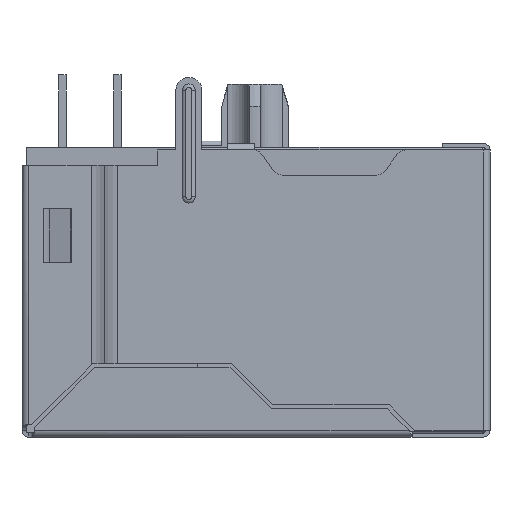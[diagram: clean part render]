
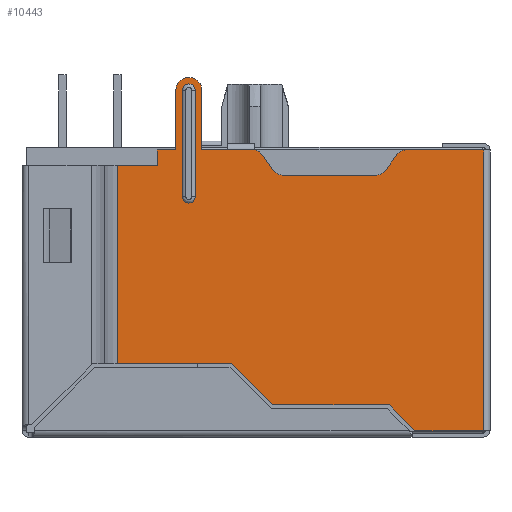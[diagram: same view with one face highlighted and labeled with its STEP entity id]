
A CAD part, left-side view. The second image highlights one B-rep face of the part: STEP entity #10443.
In plain terms, the highlighted planar face has unit normal (-1, 0, 0).
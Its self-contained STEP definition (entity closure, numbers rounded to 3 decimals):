
#429=CIRCLE('',#12921,0.3);
#430=CIRCLE('',#12922,0.3);
#431=CIRCLE('',#12923,0.5);
#432=CIRCLE('',#12924,0.5);
#433=CIRCLE('',#12925,0.5);
#434=CIRCLE('',#12926,0.5);
#435=CIRCLE('',#12927,0.6);
#719=ORIENTED_EDGE('',*,*,#3907,.F.);
#720=ORIENTED_EDGE('',*,*,#3908,.F.);
#721=ORIENTED_EDGE('',*,*,#3909,.F.);
#722=ORIENTED_EDGE('',*,*,#3910,.F.);
#723=ORIENTED_EDGE('',*,*,#3911,.T.);
#724=ORIENTED_EDGE('',*,*,#3912,.T.);
#725=ORIENTED_EDGE('',*,*,#3913,.T.);
#726=ORIENTED_EDGE('',*,*,#3914,.T.);
#727=ORIENTED_EDGE('',*,*,#3915,.T.);
#728=ORIENTED_EDGE('',*,*,#3916,.T.);
#729=ORIENTED_EDGE('',*,*,#3917,.T.);
#730=ORIENTED_EDGE('',*,*,#3918,.T.);
#731=ORIENTED_EDGE('',*,*,#3919,.T.);
#732=ORIENTED_EDGE('',*,*,#3920,.T.);
#733=ORIENTED_EDGE('',*,*,#3921,.F.);
#734=ORIENTED_EDGE('',*,*,#3922,.F.);
#735=ORIENTED_EDGE('',*,*,#3923,.F.);
#736=ORIENTED_EDGE('',*,*,#3924,.T.);
#737=ORIENTED_EDGE('',*,*,#3925,.T.);
#738=ORIENTED_EDGE('',*,*,#3926,.T.);
#739=ORIENTED_EDGE('',*,*,#3927,.T.);
#740=ORIENTED_EDGE('',*,*,#3928,.T.);
#741=ORIENTED_EDGE('',*,*,#3929,.T.);
#742=ORIENTED_EDGE('',*,*,#3930,.T.);
#743=ORIENTED_EDGE('',*,*,#3931,.T.);
#744=ORIENTED_EDGE('',*,*,#3932,.T.);
#745=ORIENTED_EDGE('',*,*,#3933,.T.);
#3907=EDGE_CURVE('',#5501,#5502,#6520,.T.);
#3908=EDGE_CURVE('',#5503,#5501,#429,.T.);
#3909=EDGE_CURVE('',#5504,#5503,#6521,.T.);
#3910=EDGE_CURVE('',#5502,#5504,#430,.T.);
#3911=EDGE_CURVE('',#5505,#5506,#6522,.T.);
#3912=EDGE_CURVE('',#5506,#5507,#431,.T.);
#3913=EDGE_CURVE('',#5507,#5508,#6523,.T.);
#3914=EDGE_CURVE('',#5508,#5509,#432,.F.);
#3915=EDGE_CURVE('',#5509,#5510,#6524,.T.);
#3916=EDGE_CURVE('',#5510,#5511,#433,.F.);
#3917=EDGE_CURVE('',#5511,#5512,#6525,.T.);
#3918=EDGE_CURVE('',#5512,#5513,#434,.T.);
#3919=EDGE_CURVE('',#5513,#5514,#6526,.T.);
#3920=EDGE_CURVE('',#5514,#5515,#6527,.T.);
#3921=EDGE_CURVE('',#5516,#5515,#6528,.T.);
#3922=EDGE_CURVE('',#5517,#5516,#435,.T.);
#3923=EDGE_CURVE('',#5518,#5517,#6529,.T.);
#3924=EDGE_CURVE('',#5518,#5519,#6530,.T.);
#3925=EDGE_CURVE('',#5519,#5520,#6531,.T.);
#3926=EDGE_CURVE('',#5520,#5521,#6532,.T.);
#3927=EDGE_CURVE('',#5521,#5522,#6533,.T.);
#3928=EDGE_CURVE('',#5522,#5523,#6534,.T.);
#3929=EDGE_CURVE('',#5523,#5524,#6535,.T.);
#3930=EDGE_CURVE('',#5524,#5525,#6536,.T.);
#3931=EDGE_CURVE('',#5525,#5526,#6537,.T.);
#3932=EDGE_CURVE('',#5526,#5527,#6538,.T.);
#3933=EDGE_CURVE('',#5527,#5505,#6539,.T.);
#5501=VERTEX_POINT('',#16666);
#5502=VERTEX_POINT('',#16667);
#5503=VERTEX_POINT('',#16669);
#5504=VERTEX_POINT('',#16671);
#5505=VERTEX_POINT('',#16674);
#5506=VERTEX_POINT('',#16675);
#5507=VERTEX_POINT('',#16677);
#5508=VERTEX_POINT('',#16679);
#5509=VERTEX_POINT('',#16681);
#5510=VERTEX_POINT('',#16683);
#5511=VERTEX_POINT('',#16685);
#5512=VERTEX_POINT('',#16687);
#5513=VERTEX_POINT('',#16689);
#5514=VERTEX_POINT('',#16691);
#5515=VERTEX_POINT('',#16693);
#5516=VERTEX_POINT('',#16695);
#5517=VERTEX_POINT('',#16697);
#5518=VERTEX_POINT('',#16699);
#5519=VERTEX_POINT('',#16701);
#5520=VERTEX_POINT('',#16703);
#5521=VERTEX_POINT('',#16705);
#5522=VERTEX_POINT('',#16707);
#5523=VERTEX_POINT('',#16709);
#5524=VERTEX_POINT('',#16711);
#5525=VERTEX_POINT('',#16713);
#5526=VERTEX_POINT('',#16715);
#5527=VERTEX_POINT('',#16717);
#6520=LINE('',#16665,#7646);
#6521=LINE('',#16670,#7647);
#6522=LINE('',#16673,#7648);
#6523=LINE('',#16678,#7649);
#6524=LINE('',#16682,#7650);
#6525=LINE('',#16686,#7651);
#6526=LINE('',#16690,#7652);
#6527=LINE('',#16692,#7653);
#6528=LINE('',#16694,#7654);
#6529=LINE('',#16698,#7655);
#6530=LINE('',#16700,#7656);
#6531=LINE('',#16702,#7657);
#6532=LINE('',#16704,#7658);
#6533=LINE('',#16706,#7659);
#6534=LINE('',#16708,#7660);
#6535=LINE('',#16710,#7661);
#6536=LINE('',#16712,#7662);
#6537=LINE('',#16714,#7663);
#6538=LINE('',#16716,#7664);
#6539=LINE('',#16718,#7665);
#7646=VECTOR('',#13808,1000.);
#7647=VECTOR('',#13811,1000.);
#7648=VECTOR('',#13814,1000.);
#7649=VECTOR('',#13817,1000.);
#7650=VECTOR('',#13820,1000.);
#7651=VECTOR('',#13823,1000.);
#7652=VECTOR('',#13826,1000.);
#7653=VECTOR('',#13827,1000.);
#7654=VECTOR('',#13828,1000.);
#7655=VECTOR('',#13831,1000.);
#7656=VECTOR('',#13832,1000.);
#7657=VECTOR('',#13833,1000.);
#7658=VECTOR('',#13834,1000.);
#7659=VECTOR('',#13835,1000.);
#7660=VECTOR('',#13836,1000.);
#7661=VECTOR('',#13837,1000.);
#7662=VECTOR('',#13838,1000.);
#7663=VECTOR('',#13839,1000.);
#7664=VECTOR('',#13840,1000.);
#7665=VECTOR('',#13841,1000.);
#8754=EDGE_LOOP('',(#719,#720,#721,#722));
#8755=EDGE_LOOP('',(#723,#724,#725,#726,#727,#728,#729,#730,#731,#732,#733,
#734,#735,#736,#737,#738,#739,#740,#741,#742,#743,#744,#745));
#9396=FACE_BOUND('',#8754,.T.);
#9397=FACE_BOUND('',#8755,.T.);
#10037=PLANE('',#12920);
#10443=ADVANCED_FACE('',(#9396,#9397),#10037,.T.);
#12920=AXIS2_PLACEMENT_3D('',#16664,#13806,#13807);
#12921=AXIS2_PLACEMENT_3D('',#16668,#13809,#13810);
#12922=AXIS2_PLACEMENT_3D('',#16672,#13812,#13813);
#12923=AXIS2_PLACEMENT_3D('',#16676,#13815,#13816);
#12924=AXIS2_PLACEMENT_3D('',#16680,#13818,#13819);
#12925=AXIS2_PLACEMENT_3D('',#16684,#13821,#13822);
#12926=AXIS2_PLACEMENT_3D('',#16688,#13824,#13825);
#12927=AXIS2_PLACEMENT_3D('',#16696,#13829,#13830);
#13806=DIRECTION('',(-1.,0.,0.));
#13807=DIRECTION('',(0.,0.,1.));
#13808=DIRECTION('',(0.,0.,-1.));
#13809=DIRECTION('',(-1.,0.,0.));
#13810=DIRECTION('',(0.,0.,1.));
#13811=DIRECTION('',(0.,0.,1.));
#13812=DIRECTION('',(-1.,0.,0.));
#13813=DIRECTION('',(0.,0.,1.));
#13814=DIRECTION('',(0.,1.,0.));
#13815=DIRECTION('',(-1.,0.,0.));
#13816=DIRECTION('',(0.,0.,1.));
#13817=DIRECTION('',(0.,0.579,-0.815));
#13818=DIRECTION('',(-1.,0.,0.));
#13819=DIRECTION('',(0.,0.,1.));
#13820=DIRECTION('',(0.,1.,0.));
#13821=DIRECTION('',(-1.,0.,0.));
#13822=DIRECTION('',(0.,0.,1.));
#13823=DIRECTION('',(0.,0.579,0.815));
#13824=DIRECTION('',(-1.,0.,0.));
#13825=DIRECTION('',(0.,0.,1.));
#13826=DIRECTION('',(0.,1.,0.));
#13827=DIRECTION('',(0.,1.,0.));
#13828=DIRECTION('',(0.,0.,-1.));
#13829=DIRECTION('',(1.,0.,0.));
#13830=DIRECTION('',(0.,1.,0.));
#13831=DIRECTION('',(0.,0.,1.));
#13832=DIRECTION('',(0.,1.,0.));
#13833=DIRECTION('',(0.,0.,-1.));
#13834=DIRECTION('',(0.,1.,0.));
#13835=DIRECTION('',(0.,0.,-1.));
#13836=DIRECTION('',(0.,-1.,0.));
#13837=DIRECTION('',(0.,-0.707,-0.707));
#13838=DIRECTION('',(0.,-1.,0.));
#13839=DIRECTION('',(0.,-0.707,-0.707));
#13840=DIRECTION('',(0.,-1.,0.));
#13841=DIRECTION('',(0.,0.,1.));
#16664=CARTESIAN_POINT('',(-8.,-10.63,-6.475));
#16665=CARTESIAN_POINT('',(-8.,3.4,-6.475));
#16666=CARTESIAN_POINT('',(-8.,3.4,9.225));
#16667=CARTESIAN_POINT('',(-8.,3.4,4.325));
#16668=CARTESIAN_POINT('',(-8.,3.1,9.225));
#16669=CARTESIAN_POINT('',(-8.,2.8,9.225));
#16670=CARTESIAN_POINT('',(-8.,2.8,-6.475));
#16671=CARTESIAN_POINT('',(-8.,2.8,4.325));
#16672=CARTESIAN_POINT('',(-8.,3.1,4.325));
#16673=CARTESIAN_POINT('',(-8.,-10.63,6.475));
#16674=CARTESIAN_POINT('',(-8.,-10.5,6.475));
#16675=CARTESIAN_POINT('',(-8.,-6.91,6.475));
#16676=CARTESIAN_POINT('',(-8.,-6.91,5.975));
#16677=CARTESIAN_POINT('',(-8.,-6.502,6.264));
#16678=CARTESIAN_POINT('',(-8.,-6.652,6.475));
#16679=CARTESIAN_POINT('',(-8.,-5.98,5.529));
#16680=CARTESIAN_POINT('',(-8.,-5.572,5.819));
#16681=CARTESIAN_POINT('',(-8.,-5.572,5.319));
#16682=CARTESIAN_POINT('',(-8.,-5.831,5.319));
#16683=CARTESIAN_POINT('',(-8.,-1.209,5.319));
#16684=CARTESIAN_POINT('',(-8.,-1.209,5.819));
#16685=CARTESIAN_POINT('',(-8.,-0.801,5.529));
#16686=CARTESIAN_POINT('',(-8.,-0.951,5.319));
#16687=CARTESIAN_POINT('',(-8.,-0.274,6.272));
#16688=CARTESIAN_POINT('',(-8.,0.134,5.982));
#16689=CARTESIAN_POINT('',(-8.,0.05,6.475));
#16690=CARTESIAN_POINT('',(-8.,0.05,6.475));
#16691=CARTESIAN_POINT('',(-8.,1.3,6.475));
#16692=CARTESIAN_POINT('',(-8.,-10.63,6.475));
#16693=CARTESIAN_POINT('',(-8.,2.5,6.475));
#16694=CARTESIAN_POINT('',(-8.,2.5,9.225));
#16695=CARTESIAN_POINT('',(-8.,2.5,9.225));
#16696=CARTESIAN_POINT('',(-8.,3.1,9.225));
#16697=CARTESIAN_POINT('',(-8.,3.7,9.225));
#16698=CARTESIAN_POINT('',(-8.,3.7,6.475));
#16699=CARTESIAN_POINT('',(-8.,3.7,6.475));
#16700=CARTESIAN_POINT('',(-8.,-10.63,6.475));
#16701=CARTESIAN_POINT('',(-8.,4.55,6.475));
#16702=CARTESIAN_POINT('',(-8.,4.55,6.475));
#16703=CARTESIAN_POINT('',(-8.,4.55,5.775));
#16704=CARTESIAN_POINT('',(-8.,4.55,5.775));
#16705=CARTESIAN_POINT('',(-8.,6.4,5.775));
#16706=CARTESIAN_POINT('',(-8.,6.4,5.775));
#16707=CARTESIAN_POINT('',(-8.,6.4,-3.391));
#16708=CARTESIAN_POINT('',(-8.,6.4,-3.391));
#16709=CARTESIAN_POINT('',(-8.,1.124,-3.391));
#16710=CARTESIAN_POINT('',(-8.,1.124,-3.391));
#16711=CARTESIAN_POINT('',(-8.,-0.776,-5.291));
#16712=CARTESIAN_POINT('',(-8.,-0.776,-5.291));
#16713=CARTESIAN_POINT('',(-8.,-6.146,-5.291));
#16714=CARTESIAN_POINT('',(-8.,-6.146,-5.291));
#16715=CARTESIAN_POINT('',(-8.,-7.33,-6.475));
#16716=CARTESIAN_POINT('',(-8.,-7.33,-6.475));
#16717=CARTESIAN_POINT('',(-8.,-10.5,-6.475));
#16718=CARTESIAN_POINT('',(-8.,-10.5,-6.475));
